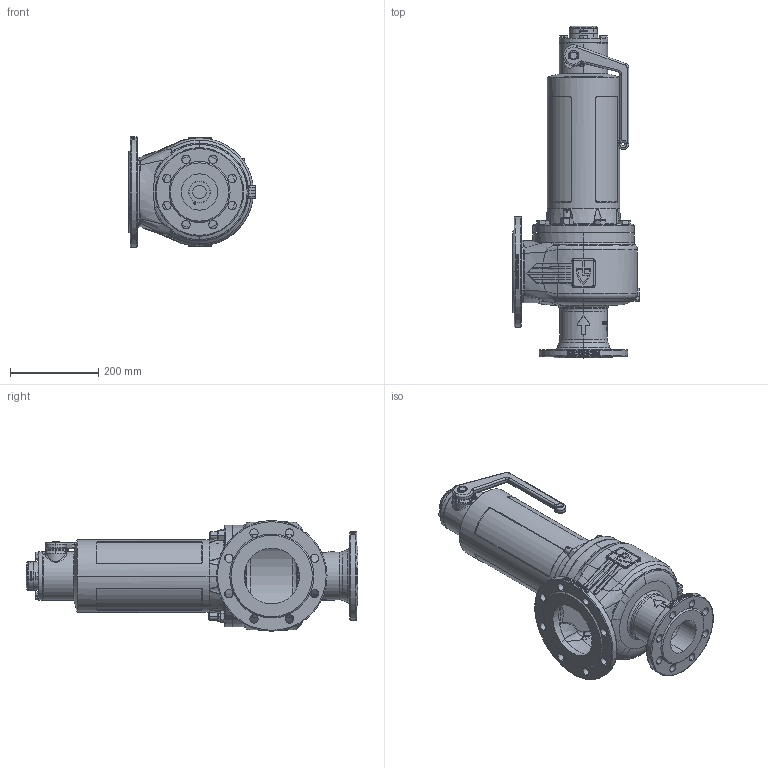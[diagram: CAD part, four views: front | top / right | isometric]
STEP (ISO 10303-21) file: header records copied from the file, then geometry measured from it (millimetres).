
FILE_DESCRIPTION (( 'STEP AP214' ), '1' );
FILE_NAME ('355TGFL_80_FLFL_80125_MD.STEP', '2020-08-20T07:02:27', ( '' ), ( '' ), 'SwSTEP 2.0', 'SolidWorks 2020', '' );
FILE_SCHEMA (( 'AUTOMOTIVE_DESIGN' ));
Length unit declared in the file: millimetre
Products named in the file (1): 355TGFL_80_FLFL_80125_MD
Bounding box: 286 x 751 x 250 mm (x, y, z)
Volume: 5575812.2 mm3; surface area: 1216184.9 mm2
Topology: 26 solids, 26 shells, 3123 faces, 7825 edges, 4940 vertices
Faces by surface type: plane 1121, bspline 864, cylinder 651, cone 297, torus 172, sphere 18
Entity records: 242260 total; most frequent: CARTESIAN_POINT 139340, ORIENTED_EDGE 15512, DIRECTION 12100, EDGE_CURVE 7756, VERTEX_POINT 4940, AXIS2_PLACEMENT_3D 4817, EDGE_LOOP 3482, UNCERTAINTY_MEASURE_WITH_UNIT 3144
